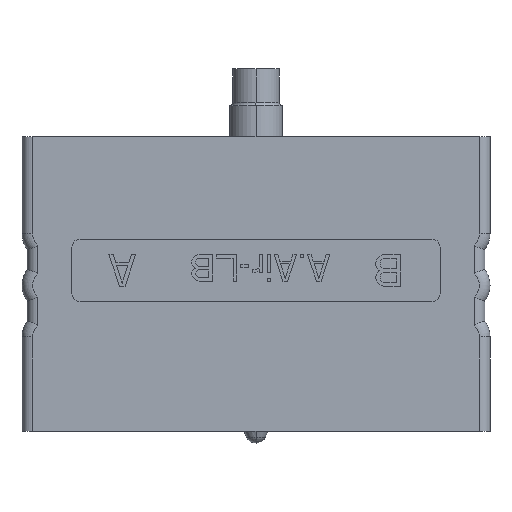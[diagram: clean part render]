
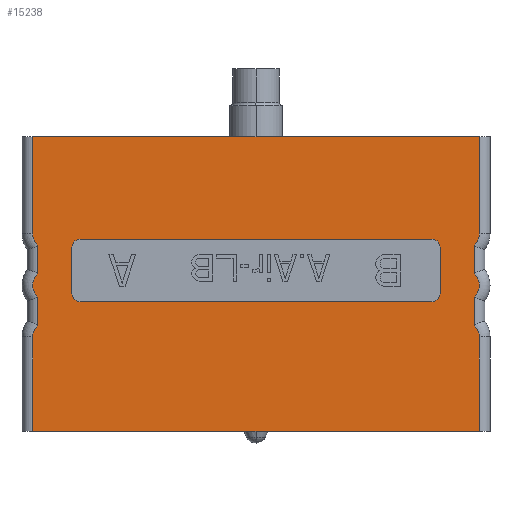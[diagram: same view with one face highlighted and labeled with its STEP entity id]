
A CAD part, front view. The second image highlights one B-rep face of the part: STEP entity #15238.
In plain terms, the highlighted planar face has unit normal (0, -1, 0).
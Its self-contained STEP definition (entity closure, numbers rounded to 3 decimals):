
#1=DIRECTION('',(-1.,0.,0.));
#2=VECTOR('',#1,42.42);
#3=CARTESIAN_POINT('',(21.21,-7.915,-13.865));
#4=LINE('',#3,#2);
#5=DIRECTION('',(1.,0.,0.));
#6=VECTOR('',#5,42.42);
#7=CARTESIAN_POINT('',(-21.21,-7.915,14.125));
#8=LINE('',#7,#6);
#9=DIRECTION('',(0.,0.,1.));
#10=VECTOR('',#9,4.4);
#11=CARTESIAN_POINT('',(17.485,-7.915,-0.79));
#12=LINE('',#11,#10);
#13=CARTESIAN_POINT('',(16.7,-7.915,3.61));
#14=DIRECTION('',(0.,-1.,0.));
#15=DIRECTION('',(1.,0.,0.));
#16=AXIS2_PLACEMENT_3D('',#13,#14,#15);
#18=DIRECTION('',(-1.,0.,0.));
#19=VECTOR('',#18,33.4);
#20=CARTESIAN_POINT('',(16.7,-7.915,4.395));
#21=LINE('',#20,#19);
#22=CARTESIAN_POINT('',(-16.7,-7.915,3.61));
#23=DIRECTION('',(0.,-1.,0.));
#24=DIRECTION('',(0.,0.,1.));
#25=AXIS2_PLACEMENT_3D('',#22,#23,#24);
#27=DIRECTION('',(0.,0.,-1.));
#28=VECTOR('',#27,4.4);
#29=CARTESIAN_POINT('',(-17.485,-7.915,3.61));
#30=LINE('',#29,#28);
#31=CARTESIAN_POINT('',(-16.7,-7.915,-0.79));
#32=DIRECTION('',(0.,-1.,0.));
#33=DIRECTION('',(-1.,0.,0.));
#34=AXIS2_PLACEMENT_3D('',#31,#32,#33);
#36=DIRECTION('',(1.,0.,0.));
#37=VECTOR('',#36,33.4);
#38=CARTESIAN_POINT('',(-16.7,-7.915,-1.575));
#39=LINE('',#38,#37);
#40=CARTESIAN_POINT('',(16.7,-7.915,-0.79));
#41=DIRECTION('',(0.,-1.,0.));
#42=DIRECTION('',(0.,0.,-1.));
#43=AXIS2_PLACEMENT_3D('',#40,#41,#42);
#45=DIRECTION('',(0.,0.,1.));
#46=VECTOR('',#45,9.225);
#47=CARTESIAN_POINT('',(21.21,-7.915,4.9));
#48=LINE('',#47,#46);
#1491=DIRECTION('',(0.,0.,-1.));
#1492=VECTOR('',#1491,9.225);
#1493=CARTESIAN_POINT('',(-21.21,-7.915,14.125));
#1494=LINE('',#1493,#1492);
#1504=CARTESIAN_POINT('',(-19.71,-7.915,4.9));
#1505=DIRECTION('',(0.,-1.,0.));
#1506=DIRECTION('',(-1.,0.,0.));
#1507=AXIS2_PLACEMENT_3D('',#1504,#1505,#1506);
#1519=DIRECTION('',(0.,0.,-1.));
#1520=VECTOR('',#1519,2.664);
#1521=CARTESIAN_POINT('',(-20.71,-7.915,3.782));
#1522=LINE('',#1521,#1520);
#1572=CARTESIAN_POINT('',(-19.71,-7.915,0.));
#1573=DIRECTION('',(0.,-1.,0.));
#1574=DIRECTION('',(-0.667,0.,0.745));
#1575=AXIS2_PLACEMENT_3D('',#1572,#1573,#1574);
#1627=DIRECTION('',(0.,0.,-1.));
#1628=VECTOR('',#1627,2.664);
#1629=CARTESIAN_POINT('',(-20.71,-7.915,-1.118));
#1630=LINE('',#1629,#1628);
#1680=CARTESIAN_POINT('',(-19.71,-7.915,-4.9));
#1681=DIRECTION('',(0.,-1.,0.));
#1682=DIRECTION('',(-0.667,0.,0.745));
#1683=AXIS2_PLACEMENT_3D('',#1680,#1681,#1682);
#1735=DIRECTION('',(0.,0.,-1.));
#1736=VECTOR('',#1735,8.965);
#1737=CARTESIAN_POINT('',(-21.21,-7.915,-4.9));
#1738=LINE('',#1737,#1736);
#1777=DIRECTION('',(0.,0.,1.));
#1778=VECTOR('',#1777,8.965);
#1779=CARTESIAN_POINT('',(21.21,-7.915,-13.865));
#1780=LINE('',#1779,#1778);
#1790=CARTESIAN_POINT('',(19.71,-7.915,-4.9));
#1791=DIRECTION('',(0.,-1.,0.));
#1792=DIRECTION('',(1.,0.,0.));
#1793=AXIS2_PLACEMENT_3D('',#1790,#1791,#1792);
#1805=DIRECTION('',(0.,0.,1.));
#1806=VECTOR('',#1805,2.664);
#1807=CARTESIAN_POINT('',(20.71,-7.915,-3.782));
#1808=LINE('',#1807,#1806);
#1858=CARTESIAN_POINT('',(19.71,-7.915,0.));
#1859=DIRECTION('',(0.,-1.,0.));
#1860=DIRECTION('',(0.667,0.,-0.745));
#1861=AXIS2_PLACEMENT_3D('',#1858,#1859,#1860);
#1913=DIRECTION('',(0.,0.,1.));
#1914=VECTOR('',#1913,2.664);
#1915=CARTESIAN_POINT('',(20.71,-7.915,1.118));
#1916=LINE('',#1915,#1914);
#1966=CARTESIAN_POINT('',(19.71,-7.915,4.9));
#1967=DIRECTION('',(0.,-1.,0.));
#1968=DIRECTION('',(0.667,0.,-0.745));
#1969=AXIS2_PLACEMENT_3D('',#1966,#1967,#1968);
#12499=CARTESIAN_POINT('',(21.21,-7.915,4.9));
#12500=CARTESIAN_POINT('',(21.21,-7.915,14.125));
#12501=VERTEX_POINT('',#12499);
#12502=VERTEX_POINT('',#12500);
#12507=CARTESIAN_POINT('',(20.71,-7.915,3.782));
#12508=VERTEX_POINT('',#12507);
#12511=CARTESIAN_POINT('',(20.71,-7.915,1.118));
#12512=VERTEX_POINT('',#12511);
#12515=CARTESIAN_POINT('',(20.71,-7.915,-1.118));
#12516=VERTEX_POINT('',#12515);
#12519=CARTESIAN_POINT('',(20.71,-7.915,-3.782));
#12520=VERTEX_POINT('',#12519);
#12523=CARTESIAN_POINT('',(21.21,-7.915,-4.9));
#12524=VERTEX_POINT('',#12523);
#12527=CARTESIAN_POINT('',(21.21,-7.915,-13.865));
#12528=VERTEX_POINT('',#12527);
#12531=CARTESIAN_POINT('',(-21.21,-7.915,14.125));
#12532=VERTEX_POINT('',#12531);
#12533=CARTESIAN_POINT('',(-21.21,-7.915,-13.865));
#12534=VERTEX_POINT('',#12533);
#12567=CARTESIAN_POINT('',(-21.21,-7.915,-4.9));
#12568=VERTEX_POINT('',#12567);
#12573=CARTESIAN_POINT('',(-20.71,-7.915,-3.782));
#12574=VERTEX_POINT('',#12573);
#12577=CARTESIAN_POINT('',(-20.71,-7.915,-1.118));
#12578=VERTEX_POINT('',#12577);
#12581=CARTESIAN_POINT('',(-20.71,-7.915,1.118));
#12582=VERTEX_POINT('',#12581);
#12585=CARTESIAN_POINT('',(-20.71,-7.915,3.782));
#12586=VERTEX_POINT('',#12585);
#12589=CARTESIAN_POINT('',(-21.21,-7.915,4.9));
#12590=VERTEX_POINT('',#12589);
#13095=CARTESIAN_POINT('',(17.485,-7.915,-0.79));
#13096=CARTESIAN_POINT('',(17.485,-7.915,3.61));
#13097=VERTEX_POINT('',#13095);
#13098=VERTEX_POINT('',#13096);
#13099=CARTESIAN_POINT('',(16.7,-7.915,4.395));
#13100=VERTEX_POINT('',#13099);
#13101=CARTESIAN_POINT('',(-16.7,-7.915,4.395));
#13102=VERTEX_POINT('',#13101);
#13103=CARTESIAN_POINT('',(-17.485,-7.915,3.61));
#13104=VERTEX_POINT('',#13103);
#13105=CARTESIAN_POINT('',(-17.485,-7.915,-0.79));
#13106=VERTEX_POINT('',#13105);
#13107=CARTESIAN_POINT('',(-16.7,-7.915,-1.575));
#13108=VERTEX_POINT('',#13107);
#13109=CARTESIAN_POINT('',(16.7,-7.915,-1.575));
#13110=VERTEX_POINT('',#13109);
#15181=CARTESIAN_POINT('',(0.,-7.915,0.));
#15182=DIRECTION('',(0.,1.,0.));
#15183=DIRECTION('',(1.,0.,0.));
#15184=AXIS2_PLACEMENT_3D('',#15181,#15182,#15183);
#15185=PLANE('',#15184);
#15187=ORIENTED_EDGE('',*,*,#15186,.F.);
#15189=ORIENTED_EDGE('',*,*,#15188,.F.);
#15191=ORIENTED_EDGE('',*,*,#15190,.F.);
#15193=ORIENTED_EDGE('',*,*,#15192,.F.);
#15195=ORIENTED_EDGE('',*,*,#15194,.F.);
#15197=ORIENTED_EDGE('',*,*,#15196,.F.);
#15199=ORIENTED_EDGE('',*,*,#15198,.F.);
#15201=ORIENTED_EDGE('',*,*,#15200,.T.);
#15203=ORIENTED_EDGE('',*,*,#15202,.F.);
#15205=ORIENTED_EDGE('',*,*,#15204,.F.);
#15207=ORIENTED_EDGE('',*,*,#15206,.F.);
#15209=ORIENTED_EDGE('',*,*,#15208,.F.);
#15211=ORIENTED_EDGE('',*,*,#15210,.F.);
#15213=ORIENTED_EDGE('',*,*,#15212,.F.);
#15215=ORIENTED_EDGE('',*,*,#15214,.F.);
#15217=ORIENTED_EDGE('',*,*,#15216,.T.);
#15218=EDGE_LOOP('',(#15187,#15189,#15191,#15193,#15195,#15197,#15199,#15201,
#15203,#15205,#15207,#15209,#15211,#15213,#15215,#15217));
#15219=FACE_OUTER_BOUND('',#15218,.F.);
#15221=ORIENTED_EDGE('',*,*,#15220,.T.);
#15223=ORIENTED_EDGE('',*,*,#15222,.T.);
#15225=ORIENTED_EDGE('',*,*,#15224,.T.);
#15227=ORIENTED_EDGE('',*,*,#15226,.T.);
#15229=ORIENTED_EDGE('',*,*,#15228,.T.);
#15231=ORIENTED_EDGE('',*,*,#15230,.T.);
#15233=ORIENTED_EDGE('',*,*,#15232,.T.);
#15235=ORIENTED_EDGE('',*,*,#15234,.T.);
#15236=EDGE_LOOP('',(#15221,#15223,#15225,#15227,#15229,#15231,#15233,#15235));
#15237=FACE_BOUND('',#15236,.F.);
#15238=ADVANCED_FACE('',(#15219,#15237),#15185,.F.);
#17=CIRCLE('',#16,0.785);
#26=CIRCLE('',#25,0.785);
#35=CIRCLE('',#34,0.785);
#44=CIRCLE('',#43,0.785);
#1508=CIRCLE('',#1507,1.5);
#1576=CIRCLE('',#1575,1.5);
#1684=CIRCLE('',#1683,1.5);
#1794=CIRCLE('',#1793,1.5);
#1862=CIRCLE('',#1861,1.5);
#1970=CIRCLE('',#1969,1.5);
#15186=EDGE_CURVE('',#12501,#12502,#48,.T.);
#15188=EDGE_CURVE('',#12508,#12501,#1970,.T.);
#15190=EDGE_CURVE('',#12512,#12508,#1916,.T.);
#15192=EDGE_CURVE('',#12516,#12512,#1862,.T.);
#15194=EDGE_CURVE('',#12520,#12516,#1808,.T.);
#15196=EDGE_CURVE('',#12524,#12520,#1794,.T.);
#15198=EDGE_CURVE('',#12528,#12524,#1780,.T.);
#15200=EDGE_CURVE('',#12528,#12534,#4,.T.);
#15202=EDGE_CURVE('',#12568,#12534,#1738,.T.);
#15204=EDGE_CURVE('',#12574,#12568,#1684,.T.);
#15206=EDGE_CURVE('',#12578,#12574,#1630,.T.);
#15208=EDGE_CURVE('',#12582,#12578,#1576,.T.);
#15210=EDGE_CURVE('',#12586,#12582,#1522,.T.);
#15212=EDGE_CURVE('',#12590,#12586,#1508,.T.);
#15214=EDGE_CURVE('',#12532,#12590,#1494,.T.);
#15216=EDGE_CURVE('',#12532,#12502,#8,.T.);
#15220=EDGE_CURVE('',#13097,#13098,#12,.T.);
#15222=EDGE_CURVE('',#13098,#13100,#17,.T.);
#15224=EDGE_CURVE('',#13100,#13102,#21,.T.);
#15226=EDGE_CURVE('',#13102,#13104,#26,.T.);
#15228=EDGE_CURVE('',#13104,#13106,#30,.T.);
#15230=EDGE_CURVE('',#13106,#13108,#35,.T.);
#15232=EDGE_CURVE('',#13108,#13110,#39,.T.);
#15234=EDGE_CURVE('',#13110,#13097,#44,.T.);
